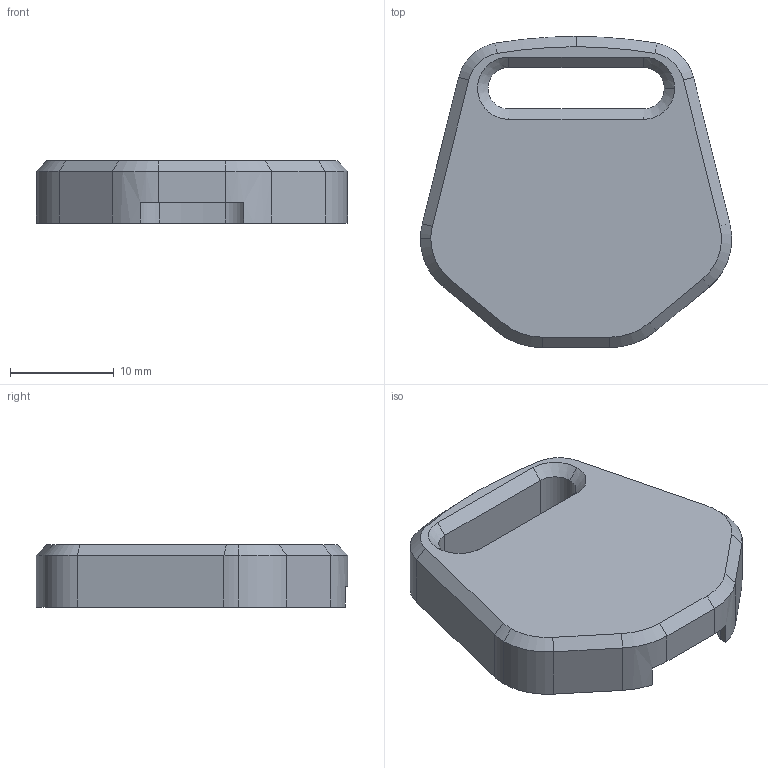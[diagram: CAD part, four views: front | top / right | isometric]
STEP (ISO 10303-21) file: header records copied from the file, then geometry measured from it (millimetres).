
FILE_DESCRIPTION (( 'STEP AP214' ), '1' );
FILE_NAME ('key upper case.STEP', '2025-09-08T16:33:10', ( '' ), ( '' ), 'SwSTEP 2.0', 'SolidWorks 2023', '' );
FILE_SCHEMA (( 'AUTOMOTIVE_DESIGN' ));
Length unit declared in the file: millimetre
Products named in the file (1): key upper case
Bounding box: 29.98 x 30 x 6 mm (x, y, z)
Volume: 3508.2 mm3; surface area: 2126.9 mm2
Topology: 1 solids, 1 shells, 53 faces, 135 edges, 84 vertices
Faces by surface type: plane 23, cylinder 18, cone 12
Entity records: 1624 total; most frequent: DIRECTION 293, CARTESIAN_POINT 276, ORIENTED_EDGE 270, EDGE_CURVE 135, AXIS2_PLACEMENT_3D 105, VERTEX_POINT 84, VECTOR 83, LINE 83
